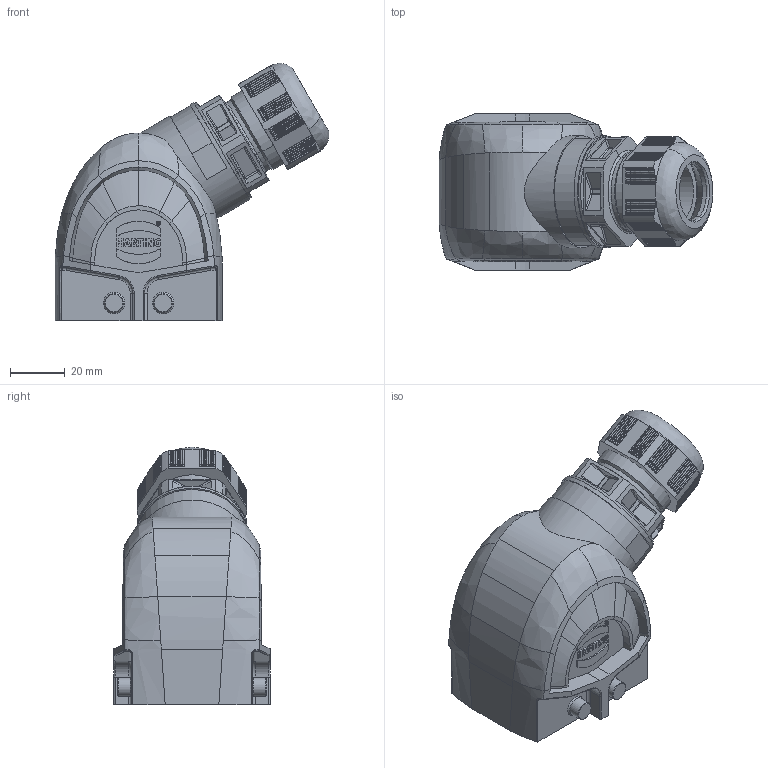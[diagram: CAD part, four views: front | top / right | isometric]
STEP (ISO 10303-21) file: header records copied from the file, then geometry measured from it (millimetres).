
FILE_DESCRIPTION(/* description */ (''),/* implementation_level */ '2;1');
FILE_NAME(/* name */ '100556086ugm000_b.stp',/* time_stamp */ '2017-10-27T12:58:21+02:00',/* author */ (''),/* organization */ (''),/* preprocessor_version */ 'ST-DEVELOPER v16',/* originating_system */ 'SIEMENS PLM Software NX 10.0',/* authorisation */ '');
FILE_SCHEMA (('AUTOMOTIVE_DESIGN { 1 0 10303 214 3 1 1 1 }'));
Length unit declared in the file: millimetre
Products named in the file (1): 100556086ugm000_b
Bounding box: 99.96 x 57 x 93.84 mm (x, y, z)
Volume: 99507.6 mm3; surface area: 52725.8 mm2
Topology: 1 solids, 2 shells, 1453 faces, 3967 edges, 2550 vertices
Faces by surface type: plane 687, revolution 438, bspline 161, cylinder 130, cone 33, sphere 4
Full cylindrical faces by diameter (mm): 1.12 x2, 1.2 x2, 1.57 x2, 6.8 x4, 28 x1, 30.5 x1, 41 x1
Entity records: 63374 total; most frequent: CARTESIAN_POINT 18710, ORIENTED_EDGE 7854, DIRECTION 5980, EDGE_CURVE 3927, VERTEX_POINT 2541, LINE 2228, VECTOR 2228, AXIS2_PLACEMENT_3D 1657
